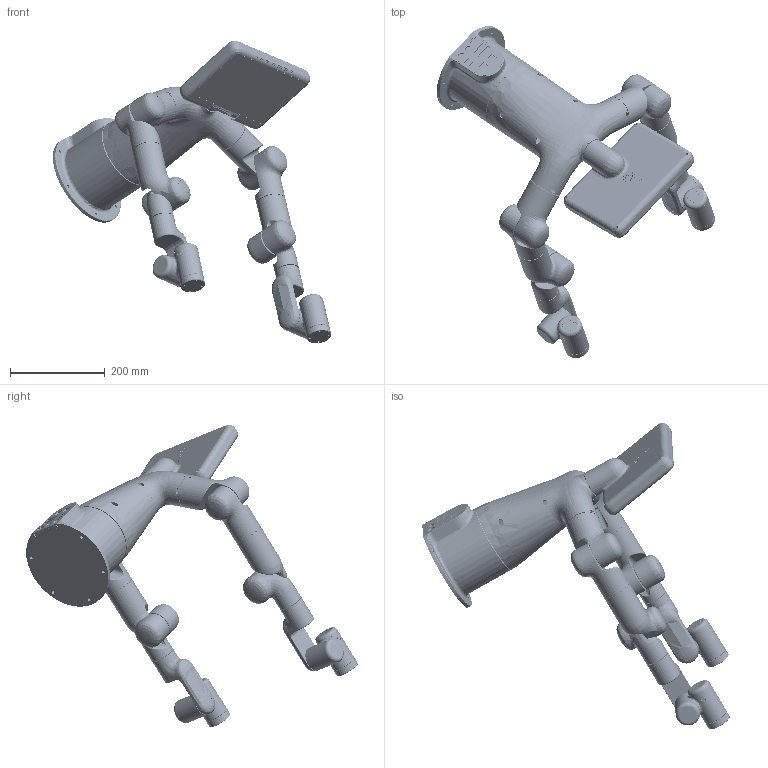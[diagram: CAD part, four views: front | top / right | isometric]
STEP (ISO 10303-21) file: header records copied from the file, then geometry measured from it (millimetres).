
FILE_DESCRIPTION((''),'2;1');
FILE_NAME('B4500001_ASM','2024-03-18T15:25:58',('Elephant'),(''),'CREO PARAMETRIC BY PTC INC, 2021284','CREO PARAMETRIC BY PTC INC, 2021284','');
FILE_SCHEMA(('CONFIG_CONTROL_DESIGN','SHAPE_APPEARANCE_LAYERS_GROUPS'));
Products named in the file (139): 00_1-9128_1; 0003_1_1; 00_1-19911_1; 0001_ASM_1_ASM_1_ASM; FILLET5_1_1_1; 0008_1_1; 0006_ASM_1_ASM_1_ASM; FILLET2_1_1; 20001_1_1; 9HP-TP_2_1_1; 9HP-QLED_TP_ASM_2_ASM_1_ASM_1_ASM; 9HP-CAPQLED-B-PCB_1_ASM_1_ASM_1_ASM; 9HP-CAPQLED-B-PCBA_ASM_2_ASM_1__ASM; 9HP-CAPQLED-B_ASM_4_ASM_1_ASM_1_ASM; 9HP-CAPQLED-B_ASM_1_ASM_1_ASM; CUT-EXTRUDE5_1_1; 0_DABAI_MODULE_20210314_AF0_ASM_ASM; 0015_ASM_1_ASM_1_ASM; SHOULDER_1_1; 0025_1_1; 4_1_1; 5_1_1; 6_1_1; 7_1_1; 9_1_1; 1030200131000_1_1; 1030200132000_1_1; 66_1_1; 44_1_1; 88_1_1; 99_1_1; 100_1_1; NONE-8108_1_1; NONE-20040_1_1; NONE-28351_1_1; NONE-28417_1_1; NONE-36629_1_1; NONE-40324_1_1; NONE-40404_1_1; NONE-48719_1_1 ...
Assembly tree (154 placements, depth 8):
  B4500001_ASM
    20230626_ELEPHANTROBOTICS_COB_1_ASM
      20230626_ELEPHANTROBOTICS_COB_2_ASM
        0001_ASM_1_ASM_1_ASM
          00_1-9128_1
          0003_1_1
          00_1-19911_1
        0006_ASM_1_ASM_1_ASM
          FILLET5_1_1_1
          0008_1_1
        0015_ASM_1_ASM_1_ASM
          FILLET2_1_1
          20001_1_1
          9HP-CAPQLED-B_ASM_1_ASM_1_ASM
            9HP-CAPQLED-B_ASM_4_ASM_1_ASM_1_ASM
              9HP-QLED_TP_ASM_2_ASM_1_ASM_1_ASM
                9HP-TP_2_1_1
              9HP-CAPQLED-B-PCBA_ASM_2_ASM_1__ASM
                9HP-CAPQLED-B-PCB_1_ASM_1_ASM_1_ASM
          0_DABAI_MODULE_20210314_AF0_ASM_ASM
            CUT-EXTRUDE5_1_1
        00_ASM_1-1839992_ASM_1_ASM
          SHOULDER_1_1
          0025_1_1
          4_1_1
          5_1_1
          6_1_1
          7_1_1
          9_1_1
          1030200131000_1_1
          1030200132000_1_1
          66_1_1
          44_1_1  x2
          88_1_1
          99_1_1
          100_1_1
          ATOM_PCBA_ASM_1_ASM_1_ASM
            NONE-8108_1_1
            NONE-20040_1_1
            NONE-28351_1_1
            NONE-28417_1_1
            NONE-36629_1_1
            NONE-40324_1_1
            NONE-40404_1_1
            NONE-48719_1_1
            NONE-60650_1_1
            NONE-68859_1_1
            NONE-68946_1_1
            NONE-77186_1_1
            NONE-85390_1_1
            NONE-89073_1_1
            NONE-105685_1_1
            NONE-109394_1_1
            NONE-109465_1_1
            NONE-117805_1_1
            NONE-126140_1_1
            NONE-129873_1_1
            NONE-134357_1_1
            NONE-138102_1_1
            NONE-138182_1_1
Bounding box: 586.87 x 699.46 x 638.33 mm (x, y, z)
Volume: 6757454.6 mm3; surface area: 1255794.4 mm2
Topology: 239 solids, 282 shells, 9453 faces, 24103 edges, 14949 vertices
Faces by surface type: plane 4766, cylinder 3211, bspline 577, sphere 468, cone 179, torus 133, extrusion 75, revolution 44
Entity records: 358598 total; most frequent: CARTESIAN_POINT 141927, ORIENTED_EDGE 28976, DIRECTION 26776, PRESENTATION_STYLE_ASSIGNMENT 18983, STYLED_ITEM 18906, EDGE_CURVE 14488, CURVE_STYLE 13987, VERTEX_POINT 9275
